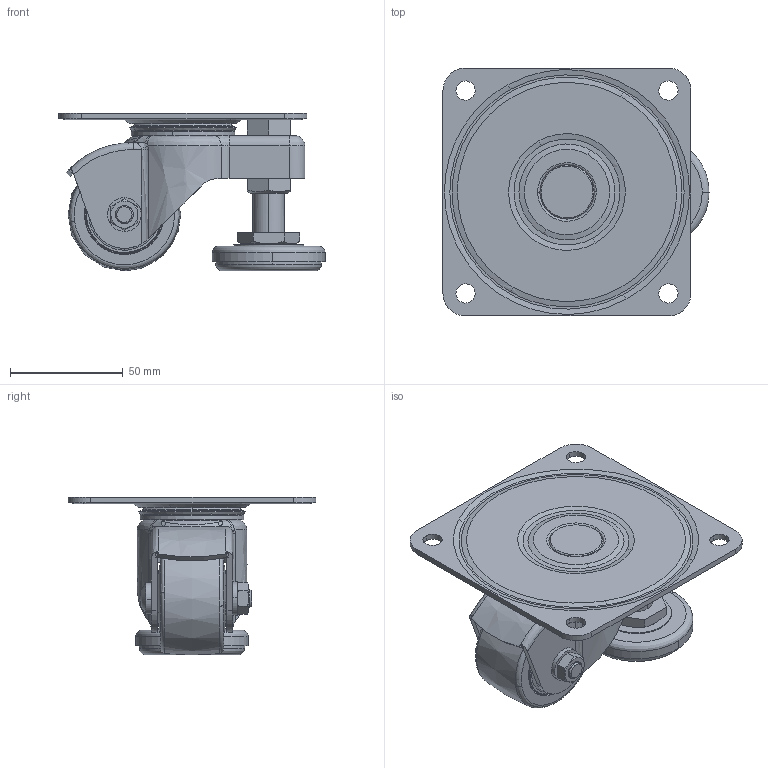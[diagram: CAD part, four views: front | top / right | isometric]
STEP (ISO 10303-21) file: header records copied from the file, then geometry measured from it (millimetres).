
FILE_DESCRIPTION((''),'2;1');
FILE_NAME('','2008-05-07T12:14:44',(''),(''),'','CADfix','');
FILE_SCHEMA(('AUTOMOTIVE_DESIGN { 1 0 10303 214 1 1 1 1 }'));
Length unit declared in the file: millimetre
Bounding box: 118 x 110 x 70 mm (x, y, z)
Volume: 160601.3 mm3; surface area: 68975.7 mm2
Topology: 6 solids, 6 shells, 351 faces, 1029 edges, 717 vertices
Faces by surface type: bspline 351
Entity records: 16467 total; most frequent: CARTESIAN_POINT 10808, ORIENTED_EDGE 2054, EDGE_CURVE 1027, VERTEX_POINT 717, EDGE_LOOP 400, FACE_OUTER_BOUND 351, ADVANCED_FACE 351, QUASI_UNIFORM_CURVE 317
